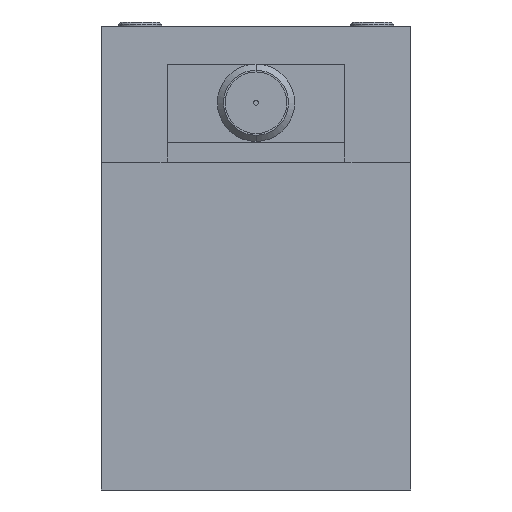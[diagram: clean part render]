
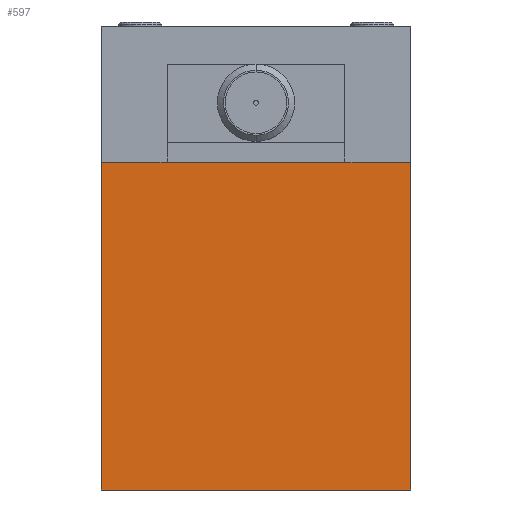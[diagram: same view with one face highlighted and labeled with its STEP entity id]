
A CAD part, front view. The second image highlights one B-rep face of the part: STEP entity #597.
In plain terms, the highlighted planar face has unit normal (0, -1, 0).
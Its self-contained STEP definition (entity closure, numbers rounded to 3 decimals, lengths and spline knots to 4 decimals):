
#79 = VERTEX_POINT ( 'NONE', #4942 ) ;
#344 = VERTEX_POINT ( 'NONE', #5135 ) ;
#350 = EDGE_CURVE ( 'NONE', #344, #79, #5129, .T. ) ;
#407 = EDGE_CURVE ( 'NONE', #421, #344, #5198, .T. ) ;
#421 = VERTEX_POINT ( 'NONE', #5240 ) ;
#485 = VERTEX_POINT ( 'NONE', #5433 ) ;
#518 = EDGE_CURVE ( 'NONE', #79, #4772, #5458, .T. ) ;
#526 = EDGE_CURVE ( 'NONE', #4772, #485, #5568, .T. ) ;
#583 = ORIENTED_EDGE ( 'NONE', *, *, #518, .T. ) ;
#585 = ORIENTED_EDGE ( 'NONE', *, *, #350, .T. ) ;
#594 = ORIENTED_EDGE ( 'NONE', *, *, #407, .T. ) ;
#595 = EDGE_CURVE ( 'NONE', #485, #607, #5706, .T. ) ;
#596 = EDGE_CURVE ( 'NONE', #421, #607, #5697, .T. ) ;
#597 = ADVANCED_FACE ( 'NONE', ( #5689 ), #5683, .F. ) ;
#598 = ORIENTED_EDGE ( 'NONE', *, *, #596, .F. ) ;
#599 = ORIENTED_EDGE ( 'NONE', *, *, #526, .T. ) ;
#600 = ORIENTED_EDGE ( 'NONE', *, *, #595, .T. ) ;
#606 = EDGE_LOOP ( 'NONE', ( #598, #594, #585, #583, #599, #600 ) ) ;
#607 = VERTEX_POINT ( 'NONE', #5807 ) ;
#4772 = VERTEX_POINT ( 'NONE', #24729 ) ;
#4942 = CARTESIAN_POINT ( 'NONE',  ( -0.2875, -0.5, 1.06 ) ) ;
#5126 = DIRECTION ( 'NONE',  ( -1., 0., 0. ) ) ;
#5127 = VECTOR ( 'NONE', #5126, 39.3701 ) ;
#5128 = CARTESIAN_POINT ( 'NONE',  ( -0.5, -0.5, 1.06 ) ) ;
#5129 = LINE ( 'NONE', #5128, #5127 ) ;
#5135 = CARTESIAN_POINT ( 'NONE',  ( 0.2875, -0.5, 1.06 ) ) ;
#5195 = DIRECTION ( 'NONE',  ( -1., 0., 0. ) ) ;
#5196 = VECTOR ( 'NONE', #5195, 39.3701 ) ;
#5197 = CARTESIAN_POINT ( 'NONE',  ( -0.5, -0.5, 1.06 ) ) ;
#5198 = LINE ( 'NONE', #5197, #5196 ) ;
#5240 = CARTESIAN_POINT ( 'NONE',  ( 0.5, -0.5, 1.06 ) ) ;
#5433 = CARTESIAN_POINT ( 'NONE',  ( -0.5, -0.5, 0. ) ) ;
#5454 = DIRECTION ( 'NONE',  ( -1., 0., 0. ) ) ;
#5455 = VECTOR ( 'NONE', #5454, 39.3701 ) ;
#5456 = CARTESIAN_POINT ( 'NONE',  ( -0.5, -0.5, 1.06 ) ) ;
#5458 = LINE ( 'NONE', #5456, #5455 ) ;
#5564 = DIRECTION ( 'NONE',  ( 0., 0., -1. ) ) ;
#5565 = VECTOR ( 'NONE', #5564, 39.3701 ) ;
#5567 = CARTESIAN_POINT ( 'NONE',  ( -0.5, -0.5, 1.5 ) ) ;
#5568 = LINE ( 'NONE', #5567, #5565 ) ;
#5676 = DIRECTION ( 'NONE',  ( 0., 0., 1. ) ) ;
#5678 = DIRECTION ( 'NONE',  ( 0., 1., 0. ) ) ;
#5680 = CARTESIAN_POINT ( 'NONE',  ( -0.5, -0.5, 1.5 ) ) ;
#5682 = AXIS2_PLACEMENT_3D ( 'NONE', #5680, #5678, #5676 ) ;
#5683 = PLANE ( 'NONE',  #5682 ) ;
#5689 = FACE_OUTER_BOUND ( 'NONE', #606, .T. ) ;
#5691 = DIRECTION ( 'NONE',  ( 0., 0., -1. ) ) ;
#5692 = VECTOR ( 'NONE', #5691, 39.3701 ) ;
#5695 = CARTESIAN_POINT ( 'NONE',  ( 0.5, -0.5, 1.5 ) ) ;
#5697 = LINE ( 'NONE', #5695, #5692 ) ;
#5701 = DIRECTION ( 'NONE',  ( 1., 0., 0. ) ) ;
#5703 = VECTOR ( 'NONE', #5701, 39.3701 ) ;
#5705 = CARTESIAN_POINT ( 'NONE',  ( -0.5, -0.5, 0. ) ) ;
#5706 = LINE ( 'NONE', #5705, #5703 ) ;
#5807 = CARTESIAN_POINT ( 'NONE',  ( 0.5, -0.5, 0. ) ) ;
#24729 = CARTESIAN_POINT ( 'NONE',  ( -0.5, -0.5, 1.06 ) ) ;
